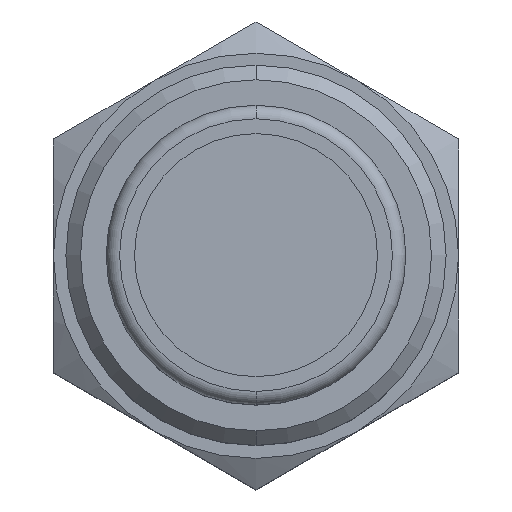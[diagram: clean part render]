
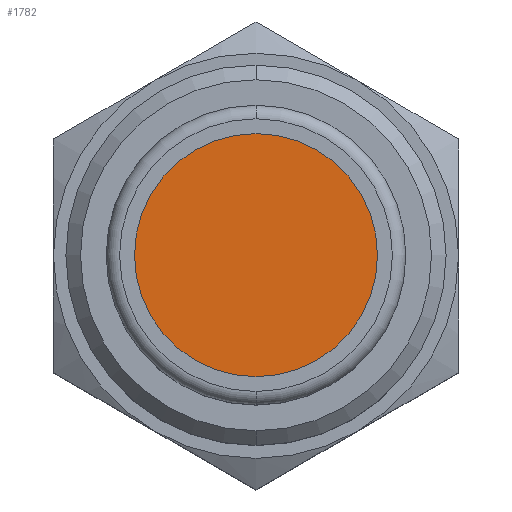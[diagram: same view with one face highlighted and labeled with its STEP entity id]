
A CAD part, top view. The second image highlights one B-rep face of the part: STEP entity #1782.
In plain terms, the highlighted planar face has unit normal (0, 0, 1).
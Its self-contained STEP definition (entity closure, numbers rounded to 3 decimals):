
#66 = EDGE_LOOP ( 'NONE', ( #117, #140 ) ) ;
#117 = ORIENTED_EDGE ( 'NONE', *, *, #545, .T. ) ;
#140 = ORIENTED_EDGE ( 'NONE', *, *, #453, .T. ) ;
#453 = EDGE_CURVE ( 'NONE', #1414, #1273, #1559, .T. ) ;
#545 = EDGE_CURVE ( 'NONE', #1273, #1414, #623, .T. ) ;
#623 = CIRCLE ( 'NONE', #3125, 4.5 ) ;
#777 = FACE_OUTER_BOUND ( 'NONE', #66, .T. ) ;
#1273 = VERTEX_POINT ( 'NONE', #1991 ) ;
#1368 = DIRECTION ( 'NONE',  ( 0., 0., 1. ) ) ;
#1391 = DIRECTION ( 'NONE',  ( 1., 0., 0. ) ) ;
#1393 = CARTESIAN_POINT ( 'NONE',  ( 0., 0., 21.5 ) ) ;
#1414 = VERTEX_POINT ( 'NONE', #2097 ) ;
#1559 = CIRCLE ( 'NONE', #2968, 4.5 ) ;
#1782 = ADVANCED_FACE ( 'NONE', ( #777 ), #3514, .T. ) ;
#1991 = CARTESIAN_POINT ( 'NONE',  ( 0., -4.5, 21.5 ) ) ;
#2097 = CARTESIAN_POINT ( 'NONE',  ( 0., 4.5, 21.5 ) ) ;
#2714 = DIRECTION ( 'NONE',  ( 1., 0., 0. ) ) ;
#2715 = DIRECTION ( 'NONE',  ( 0., 0., 1. ) ) ;
#2716 = CARTESIAN_POINT ( 'NONE',  ( 0., 0., 21.5 ) ) ;
#2968 = AXIS2_PLACEMENT_3D ( 'NONE', #1393, #1368, #1391 ) ;
#3045 = AXIS2_PLACEMENT_3D ( 'NONE', #3580, #3946, #3863 ) ;
#3125 = AXIS2_PLACEMENT_3D ( 'NONE', #2716, #2715, #2714 ) ;
#3514 = PLANE ( 'NONE',  #3045 ) ;
#3580 = CARTESIAN_POINT ( 'NONE',  ( -5.06, 5.06, 21.5 ) ) ;
#3863 = DIRECTION ( 'NONE',  ( 0., -1., 0. ) ) ;
#3946 = DIRECTION ( 'NONE',  ( 0., 0., 1. ) ) ;
